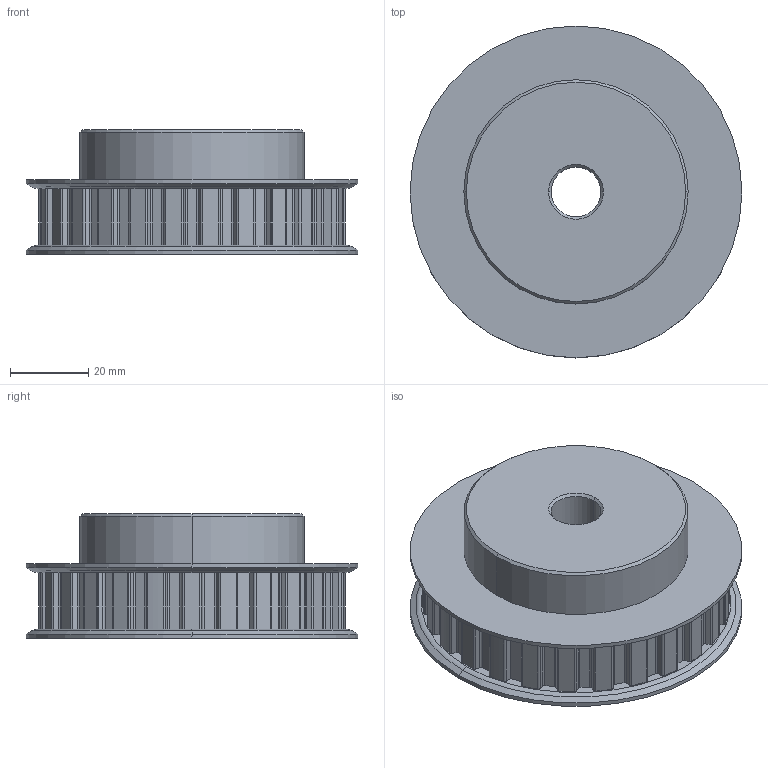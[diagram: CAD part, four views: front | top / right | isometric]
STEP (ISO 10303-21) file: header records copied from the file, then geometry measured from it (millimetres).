
FILE_DESCRIPTION (( 'STEP AP214' ), '1' );
FILE_NAME ('SPB26L050BF-500.STEP', '2015-12-10T15:08:21', ( '' ), ( '' ), 'SwSTEP 2.0', 'SolidWorks 2015', '' );
FILE_SCHEMA (( 'AUTOMOTIVE_DESIGN' ));
Length unit declared in the file: inch
Products named in the file (1): SPB26L050BF-500
Bounding box: 84.58 x 84.58 x 31.75 mm (x, y, z)
Volume: 120103.4 mm3; surface area: 21559.4 mm2
Topology: 1 solids, 1 shells, 252 faces, 727 edges, 480 vertices
Faces by surface type: cylinder 131, plane 107, cone 10, torus 4
Entity records: 8403 total; most frequent: DIRECTION 1513, CARTESIAN_POINT 1460, ORIENTED_EDGE 1454, EDGE_CURVE 727, AXIS2_PLACEMENT_3D 533, VERTEX_POINT 480, LINE 447, VECTOR 447
